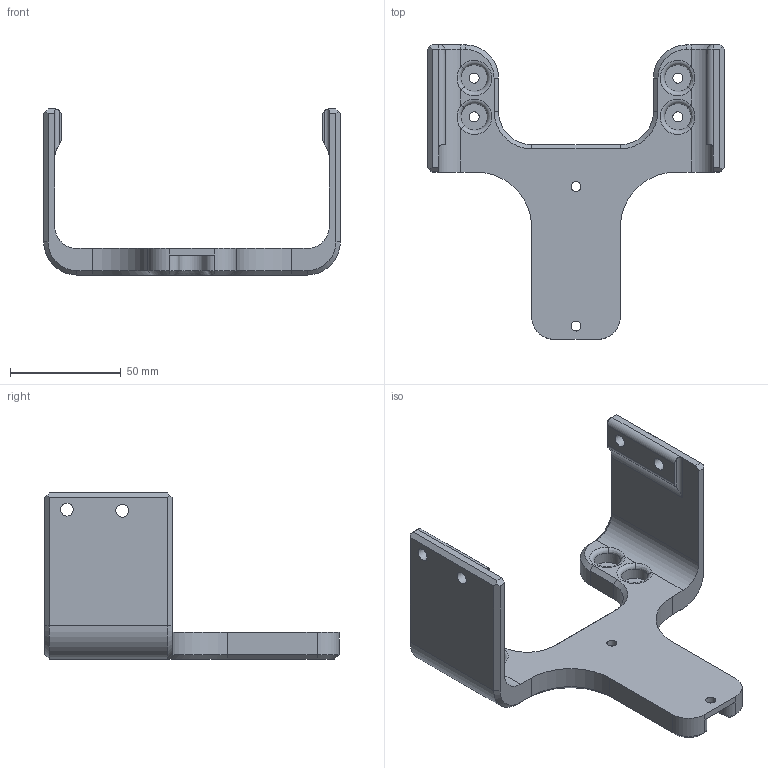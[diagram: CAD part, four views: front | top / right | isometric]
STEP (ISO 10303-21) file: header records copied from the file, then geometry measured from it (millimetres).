
FILE_DESCRIPTION(/* description */ ('','CAx-IF Rec.Pracs.---Representation and Presentation of Product Manufacturing Information (PMI)---4.0---2014-10-13'),/* implementation_level */ '2;1');
FILE_NAME(/* name */ 'PI_CASE_BKT v25.step',/* time_stamp */ '2024-12-28T11:16:21+09:00',/* author */ (''),/* organization */ (''),/* preprocessor_version */ 'ST-DEVELOPER v20',/* originating_system */ 'Autodesk Translation Framework v13.20.0.188',/* authorisation */ '');
FILE_SCHEMA (('AP242_MANAGED_MODEL_BASED_3D_ENGINEERING_MIM_LF { 1 0 10303 442 1 1 4 }'));
Length unit declared in the file: millimetre
Products named in the file (1): PI_CASE_BKT
Bounding box: 134 x 133 x 75 mm (x, y, z)
Volume: 121768.1 mm3; surface area: 37876.7 mm2
Topology: 1 solids, 1 shells, 147 faces, 362 edges, 218 vertices
Faces by surface type: plane 73, cylinder 38, cone 27, torus 5, bspline 4
Full cylindrical faces by diameter (mm): 4.5 x6, 5.8 x4, 12 x5
Entity records: 4515 total; most frequent: CARTESIAN_POINT 938, DIRECTION 752, ORIENTED_EDGE 724, EDGE_CURVE 362, AXIS2_PLACEMENT_3D 260, LINE 232, VECTOR 232, VERTEX_POINT 218
